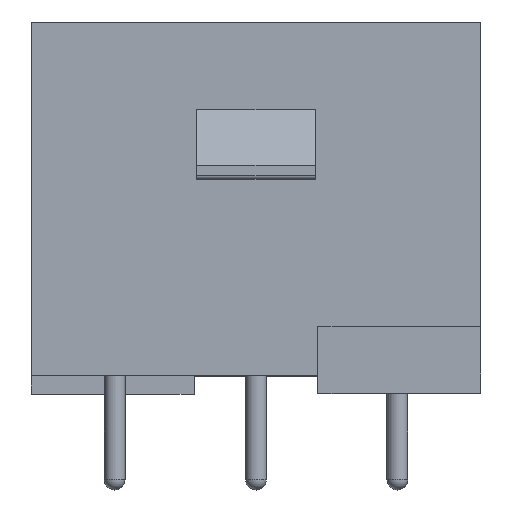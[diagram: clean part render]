
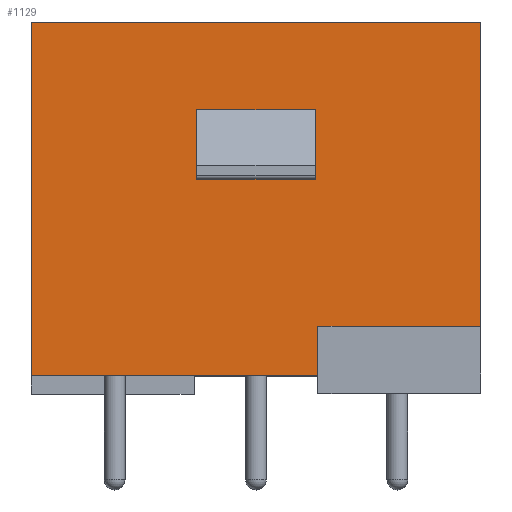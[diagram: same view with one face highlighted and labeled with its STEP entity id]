
A CAD part, top view. The second image highlights one B-rep face of the part: STEP entity #1129.
In plain terms, the highlighted planar face has unit normal (0, 0, 1).
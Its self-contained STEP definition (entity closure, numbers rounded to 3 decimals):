
#10=DIRECTION('',(1.,0.,0.));
#11=VECTOR('',#10,10.3);
#12=CARTESIAN_POINT('',(-8.075,0.,5.495));
#13=LINE('',#12,#11);
#222=DIRECTION('',(0.,-1.,0.));
#223=VECTOR('',#222,2.5);
#224=CARTESIAN_POINT('',(2.125,9.55,5.495));
#225=LINE('',#224,#223);
#226=DIRECTION('',(1.,0.,0.));
#227=VECTOR('',#226,4.25);
#228=CARTESIAN_POINT('',(-2.125,9.55,5.495));
#229=LINE('',#228,#227);
#230=DIRECTION('',(0.,-1.,0.));
#231=VECTOR('',#230,2.5);
#232=CARTESIAN_POINT('',(-2.125,9.55,5.495));
#233=LINE('',#232,#231);
#234=DIRECTION('',(1.,0.,0.));
#235=VECTOR('',#234,4.25);
#236=CARTESIAN_POINT('',(-2.125,7.05,5.495));
#237=LINE('',#236,#235);
#238=DIRECTION('',(1.,0.,0.));
#239=VECTOR('',#238,5.85);
#240=CARTESIAN_POINT('',(2.225,1.75,5.495));
#241=LINE('',#240,#239);
#242=DIRECTION('',(0.,1.,0.));
#243=VECTOR('',#242,1.75);
#244=CARTESIAN_POINT('',(2.225,0.,5.495));
#245=LINE('',#244,#243);
#246=DIRECTION('',(0.,1.,0.));
#247=VECTOR('',#246,12.7);
#248=CARTESIAN_POINT('',(-8.075,0.,5.495));
#249=LINE('',#248,#247);
#442=DIRECTION('',(1.,0.,0.));
#443=VECTOR('',#442,16.15);
#444=CARTESIAN_POINT('',(-8.075,12.7,5.495));
#445=LINE('',#444,#443);
#462=DIRECTION('',(0.,1.,0.));
#463=VECTOR('',#462,10.95);
#464=CARTESIAN_POINT('',(8.075,1.75,5.495));
#465=LINE('',#464,#463);
#651=CARTESIAN_POINT('',(-8.075,12.7,5.495));
#653=VERTEX_POINT('',#651);
#654=CARTESIAN_POINT('',(8.075,12.7,5.495));
#656=VERTEX_POINT('',#654);
#666=CARTESIAN_POINT('',(-8.075,0.,5.495));
#667=VERTEX_POINT('',#666);
#716=CARTESIAN_POINT('',(2.125,9.55,5.495));
#717=CARTESIAN_POINT('',(2.125,7.05,5.495));
#718=VERTEX_POINT('',#716);
#719=VERTEX_POINT('',#717);
#720=CARTESIAN_POINT('',(-2.125,9.55,5.495));
#721=CARTESIAN_POINT('',(-2.125,7.05,5.495));
#722=VERTEX_POINT('',#720);
#723=VERTEX_POINT('',#721);
#756=CARTESIAN_POINT('',(2.225,0.,5.495));
#758=VERTEX_POINT('',#756);
#766=CARTESIAN_POINT('',(2.225,1.75,5.495));
#767=CARTESIAN_POINT('',(8.075,1.75,5.495));
#768=VERTEX_POINT('',#766);
#769=VERTEX_POINT('',#767);
#1103=CARTESIAN_POINT('',(-8.075,0.,5.495));
#1104=DIRECTION('',(0.,0.,1.));
#1105=DIRECTION('',(1.,0.,0.));
#1106=AXIS2_PLACEMENT_3D('',#1103,#1104,#1105);
#1107=PLANE('',#1106);
#1109=ORIENTED_EDGE('',*,*,#1108,.F.);
#1111=ORIENTED_EDGE('',*,*,#1110,.F.);
#1112=ORIENTED_EDGE('',*,*,#857,.F.);
#1114=ORIENTED_EDGE('',*,*,#1113,.T.);
#1116=ORIENTED_EDGE('',*,*,#1115,.T.);
#1118=ORIENTED_EDGE('',*,*,#1117,.F.);
#1119=EDGE_LOOP('',(#1109,#1111,#1112,#1114,#1116,#1118));
#1120=FACE_OUTER_BOUND('',#1119,.F.);
#1121=ORIENTED_EDGE('',*,*,#985,.F.);
#1123=ORIENTED_EDGE('',*,*,#1122,.F.);
#1124=ORIENTED_EDGE('',*,*,#1037,.T.);
#1126=ORIENTED_EDGE('',*,*,#1125,.T.);
#1127=EDGE_LOOP('',(#1121,#1123,#1124,#1126));
#1128=FACE_BOUND('',#1127,.F.);
#1129=ADVANCED_FACE('',(#1120,#1128),#1107,.T.);
#857=EDGE_CURVE('',#667,#758,#13,.T.);
#985=EDGE_CURVE('',#718,#719,#225,.T.);
#1037=EDGE_CURVE('',#722,#723,#233,.T.);
#1108=EDGE_CURVE('',#768,#769,#241,.T.);
#1110=EDGE_CURVE('',#758,#768,#245,.T.);
#1113=EDGE_CURVE('',#667,#653,#249,.T.);
#1115=EDGE_CURVE('',#653,#656,#445,.T.);
#1117=EDGE_CURVE('',#769,#656,#465,.T.);
#1122=EDGE_CURVE('',#722,#718,#229,.T.);
#1125=EDGE_CURVE('',#723,#719,#237,.T.);
